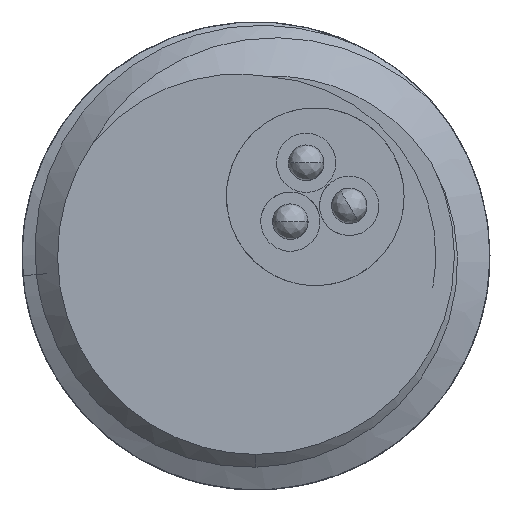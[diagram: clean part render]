
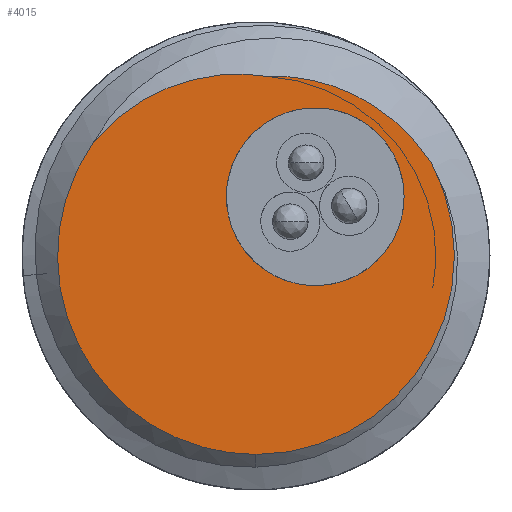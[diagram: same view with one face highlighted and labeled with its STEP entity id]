
A CAD part, front view. The second image highlights one B-rep face of the part: STEP entity #4015.
In plain terms, the highlighted free-form (B-spline) face has degree [1, 1] with [2, 2] control points.
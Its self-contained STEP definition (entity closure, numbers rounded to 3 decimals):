
#3875=CARTESIAN_POINT('',(0.185,0.,3.032));
#3876=VERTEX_POINT('',#3875);
#3916=CARTESIAN_POINT('',(-2.746,0.,1.918));
#3917=VERTEX_POINT('',#3916);
#3935=CARTESIAN_POINT('',(-2.746,0.,1.918));
#3936=CARTESIAN_POINT('',(-2.621,0.,2.067));
#3937=CARTESIAN_POINT('',(-2.359,0.,2.325));
#3938=CARTESIAN_POINT('',(-1.955,0.,2.614));
#3939=CARTESIAN_POINT('',(-1.548,0.,2.823));
#3940=CARTESIAN_POINT('',(-1.134,0.,2.969));
#3941=CARTESIAN_POINT('',(-0.702,0.,3.056));
#3942=CARTESIAN_POINT('',(-0.255,0.,3.082));
#3943=CARTESIAN_POINT('',(0.038,0.,3.056));
#3944=CARTESIAN_POINT('',(0.185,0.,3.032));
#3945=B_SPLINE_CURVE_WITH_KNOTS('',3,(#3935,#3936,#3937,#3938,#3939,#3940,#3941,#3942,#3943,#3944),.UNSPECIFIED.,.F.,.U.,(4,1,1,1,1,1,1,4),(0.,0.143,0.286,0.429,0.571,0.714,0.857,1.),.UNSPECIFIED.);
#3946=EDGE_CURVE('',#3917,#3876,#3945,.T.);
#3951=CARTESIAN_POINT('',(-12.118,0.,-12.118));
#3952=CARTESIAN_POINT('',(-12.118,0.,12.118));
#3953=CARTESIAN_POINT('',(12.118,0.,-12.118));
#3954=CARTESIAN_POINT('',(12.118,0.,12.118));
#3955=B_SPLINE_SURFACE_WITH_KNOTS('',1,1,((#3951,#3952),(#3953,#3954)),.PLANE_SURF.,.F.,.F.,.U.,(2,2),(2,2),(0.,1.),(0.,1.),.UNSPECIFIED.);
#3956=ORIENTED_EDGE('',*,*,#3946,.F.);
#3957=CARTESIAN_POINT('',(0.,0.,-3.35));
#3958=VERTEX_POINT('',#3957);
#3959=CARTESIAN_POINT('',(-2.746,0.,1.918));
#3960=CARTESIAN_POINT('',(-4.384,0.,-0.426));
#3961=CARTESIAN_POINT('',(-2.326,0.,-2.411));
#3962=CARTESIAN_POINT('',(-1.353,0.,-3.35));
#3963=CARTESIAN_POINT('',(0.,0.,-3.35));
#3964=(BOUNDED_CURVE()B_SPLINE_CURVE(2,(#3959,#3960,#3961,#3962,#3963),.CIRCULAR_ARC.,.F.,.U.)B_SPLINE_CURVE_WITH_KNOTS((3,2,3),(0.,0.333,0.514),.UNSPECIFIED.)CURVE()GEOMETRIC_REPRESENTATION_ITEM()RATIONAL_B_SPLINE_CURVE((1.,0.761,1.,0.87,0.881))REPRESENTATION_ITEM(''));
#3965=EDGE_CURVE('',#3917,#3958,#3964,.T.);
#3966=ORIENTED_EDGE('',*,*,#3965,.T.);
#3967=CARTESIAN_POINT('',(2.959,0.,1.57));
#3968=VERTEX_POINT('',#3967);
#3969=CARTESIAN_POINT('',(0.,0.,-3.35));
#3970=CARTESIAN_POINT('',(1.121,0.,-3.35));
#3971=CARTESIAN_POINT('',(2.016,0.,-2.676));
#3972=CARTESIAN_POINT('',(4.299,0.,-0.955));
#3973=CARTESIAN_POINT('',(2.959,0.,1.57));
#3974=(BOUNDED_CURVE()B_SPLINE_CURVE(2,(#3969,#3970,#3971,#3972,#3973),.CIRCULAR_ARC.,.F.,.U.)B_SPLINE_CURVE_WITH_KNOTS((3,2,3),(0.514,0.667,1.),.UNSPECIFIED.)CURVE()GEOMETRIC_REPRESENTATION_ITEM()RATIONAL_B_SPLINE_CURVE((0.881,0.89,1.,0.761,1.))REPRESENTATION_ITEM(''));
#3975=EDGE_CURVE('',#3958,#3968,#3974,.T.);
#3976=ORIENTED_EDGE('',*,*,#3975,.T.);
#3977=CARTESIAN_POINT('',(2.959,0.,1.57));
#3978=CARTESIAN_POINT('',(2.856,0.,1.729));
#3979=CARTESIAN_POINT('',(2.634,0.,2.01));
#3980=CARTESIAN_POINT('',(2.273,0.,2.344));
#3981=CARTESIAN_POINT('',(1.919,0.,2.589));
#3982=CARTESIAN_POINT('',(1.575,0.,2.768));
#3983=CARTESIAN_POINT('',(1.237,0.,2.896));
#3984=CARTESIAN_POINT('',(0.896,0.,2.983));
#3985=CARTESIAN_POINT('',(0.543,0.,3.032));
#3986=CARTESIAN_POINT('',(0.305,0.,3.037));
#3987=CARTESIAN_POINT('',(0.185,0.,3.032));
#3988=B_SPLINE_CURVE_WITH_KNOTS('',3,(#3977,#3978,#3979,#3980,#3981,#3982,#3983,#3984,#3985,#3986,#3987),.UNSPECIFIED.,.F.,.U.,(4,1,1,1,1,1,1,1,4),(0.,0.125,0.25,0.375,0.5,0.625,0.75,0.875,1.),.UNSPECIFIED.);
#3989=EDGE_CURVE('',#3968,#3876,#3988,.T.);
#3990=ORIENTED_EDGE('',*,*,#3989,.T.);
#3991=EDGE_LOOP('',(#3956,#3966,#3976,#3990));
#3992=FACE_OUTER_BOUND('',#3991,.T.);
#3993=CARTESIAN_POINT('',(-0.5,0.,1.));
#3994=VERTEX_POINT('',#3993);
#3995=CARTESIAN_POINT('',(2.5,0.,1.));
#3996=VERTEX_POINT('',#3995);
#3997=CARTESIAN_POINT('',(-0.5,0.,1.));
#3998=CARTESIAN_POINT('',(-0.5,0.,2.5));
#3999=CARTESIAN_POINT('',(1.,0.,2.5));
#4000=CARTESIAN_POINT('',(2.5,0.,2.5));
#4001=CARTESIAN_POINT('',(2.5,0.,1.));
#4002=(BOUNDED_CURVE()B_SPLINE_CURVE(2,(#3997,#3998,#3999,#4000,#4001),.CIRCULAR_ARC.,.F.,.U.)B_SPLINE_CURVE_WITH_KNOTS((3,2,3),(0.,0.5,1.),.UNSPECIFIED.)CURVE()GEOMETRIC_REPRESENTATION_ITEM()RATIONAL_B_SPLINE_CURVE((1.,0.707,1.,0.707,1.))REPRESENTATION_ITEM(''));
#4003=EDGE_CURVE('',#3994,#3996,#4002,.T.);
#4004=ORIENTED_EDGE('',*,*,#4003,.T.);
#4005=CARTESIAN_POINT('',(2.5,0.,1.));
#4006=CARTESIAN_POINT('',(2.5,0.,-0.5));
#4007=CARTESIAN_POINT('',(1.,0.,-0.5));
#4008=CARTESIAN_POINT('',(-0.5,0.,-0.5));
#4009=CARTESIAN_POINT('',(-0.5,0.,1.));
#4010=(BOUNDED_CURVE()B_SPLINE_CURVE(2,(#4005,#4006,#4007,#4008,#4009),.CIRCULAR_ARC.,.F.,.U.)B_SPLINE_CURVE_WITH_KNOTS((3,2,3),(0.,0.5,1.),.UNSPECIFIED.)CURVE()GEOMETRIC_REPRESENTATION_ITEM()RATIONAL_B_SPLINE_CURVE((1.,0.707,1.,0.707,1.))REPRESENTATION_ITEM(''));
#4011=EDGE_CURVE('',#3996,#3994,#4010,.T.);
#4012=ORIENTED_EDGE('',*,*,#4011,.T.);
#4013=EDGE_LOOP('',(#4004,#4012));
#4014=FACE_BOUND('',#4013,.T.);
#4015=ADVANCED_FACE('',(#3992,#4014),#3955,.T.);
